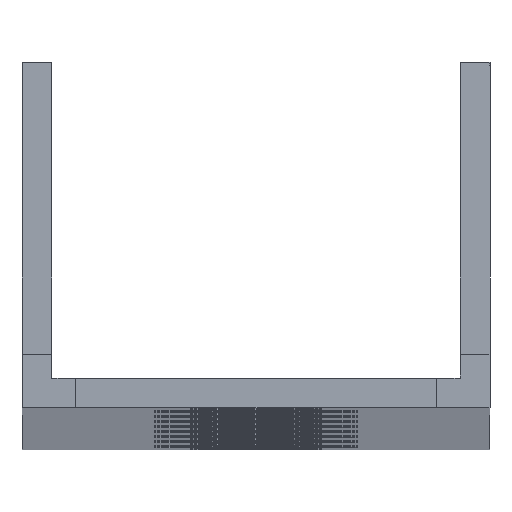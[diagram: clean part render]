
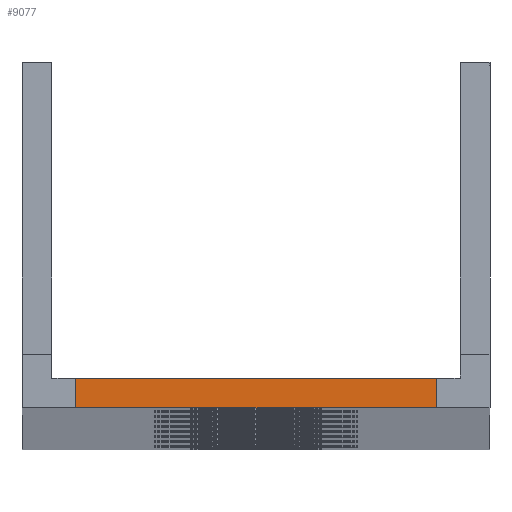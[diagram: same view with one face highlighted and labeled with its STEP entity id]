
A CAD part, top view. The second image highlights one B-rep face of the part: STEP entity #9077.
In plain terms, the highlighted planar face has unit normal (0, 0, 1).
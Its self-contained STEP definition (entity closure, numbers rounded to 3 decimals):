
#1228=FACE_OUTER_BOUND('',#2050,.T.);
#2050=EDGE_LOOP('',(#6844,#6845,#6846,#6847));
#2467=LINE('',#13114,#3185);
#2621=LINE('',#14093,#3339);
#2769=LINE('',#14788,#3487);
#2770=LINE('',#14790,#3488);
#3185=VECTOR('',#10477,10.);
#3339=VECTOR('',#11309,10.);
#3487=VECTOR('',#11865,10.);
#3488=VECTOR('',#11868,10.);
#3903=VERTEX_POINT('',#13111);
#3904=VERTEX_POINT('',#13113);
#4389=VERTEX_POINT('',#14090);
#4390=VERTEX_POINT('',#14092);
#4739=EDGE_CURVE('',#3903,#3904,#2467,.T.);
#5228=EDGE_CURVE('',#4390,#4389,#2621,.T.);
#5577=EDGE_CURVE('',#4389,#3904,#2769,.T.);
#5578=EDGE_CURVE('',#3903,#4390,#2770,.T.);
#6844=ORIENTED_EDGE('',*,*,#5577,.T.);
#6845=ORIENTED_EDGE('',*,*,#4739,.F.);
#6846=ORIENTED_EDGE('',*,*,#5578,.T.);
#6847=ORIENTED_EDGE('',*,*,#5228,.T.);
#8504=PLANE('',#10056);
#9077=ADVANCED_FACE('',(#1228),#8504,.F.);
#10056=AXIS2_PLACEMENT_3D('',#14789,#11866,#11867);
#10477=DIRECTION('',(-1.,0.,0.));
#11309=DIRECTION('',(-1.,0.,0.));
#11865=DIRECTION('',(0.,-1.,0.));
#11866=DIRECTION('center_axis',(0.,0.,
-1.));
#11867=DIRECTION('ref_axis',(-1.,0.,0.));
#11868=DIRECTION('',(0.,1.,0.));
#13111=CARTESIAN_POINT('',(-29.365,0.,0.));
#13113=CARTESIAN_POINT('',(-59.635,0.,0.));
#13114=CARTESIAN_POINT('',(0.,0.,0.));
#14090=CARTESIAN_POINT('',(-59.635,2.5,0.));
#14092=CARTESIAN_POINT('',(-29.365,2.5,0.));
#14093=CARTESIAN_POINT('',(0.,2.5,0.));
#14788=CARTESIAN_POINT('',(-59.635,1.25,0.));
#14789=CARTESIAN_POINT('Origin',(-20.615,4.5,0.));
#14790=CARTESIAN_POINT('',(-29.365,1.25,0.));
